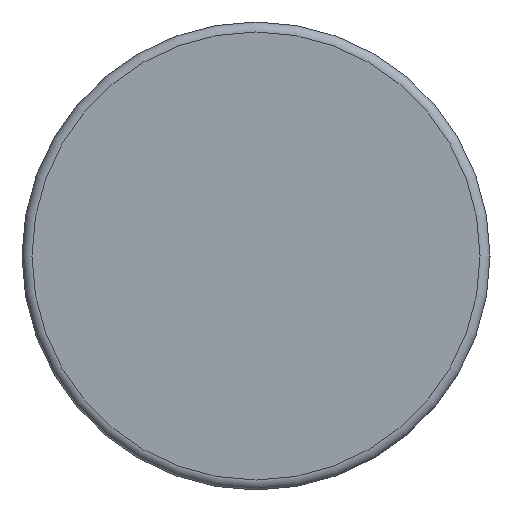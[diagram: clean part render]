
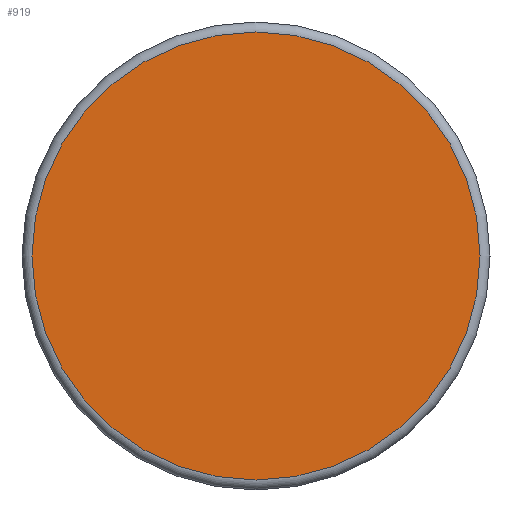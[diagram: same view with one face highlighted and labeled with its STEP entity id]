
A CAD part, front view. The second image highlights one B-rep face of the part: STEP entity #919.
In plain terms, the highlighted planar face has unit normal (0, -1, 0).
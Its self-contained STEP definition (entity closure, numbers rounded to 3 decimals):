
#108=PLANE('',#1111);
#170=FACE_OUTER_BOUND('',#246,.T.);
#246=EDGE_LOOP('',(#801));
#389=CIRCLE('',#1107,45.);
#468=VERTEX_POINT('',#2024);
#579=EDGE_CURVE('',#468,#468,#389,.T.);
#801=ORIENTED_EDGE('',*,*,#579,.F.);
#919=ADVANCED_FACE('',(#170),#108,.T.);
#1107=AXIS2_PLACEMENT_3D('',#2026,#1402,#1403);
#1111=AXIS2_PLACEMENT_3D('',#2032,#1411,#1412);
#1402=DIRECTION('center_axis',(0.,1.,0.));
#1403=DIRECTION('ref_axis',(1.,0.,0.));
#1411=DIRECTION('center_axis',(0.,-1.,0.));
#1412=DIRECTION('ref_axis',(0.,0.,-1.));
#2024=CARTESIAN_POINT('',(0.,-151.5,-45.));
#2026=CARTESIAN_POINT('Origin',(0.,-151.5,0.));
#2032=CARTESIAN_POINT('Origin',(-47.,-151.5,0.));
